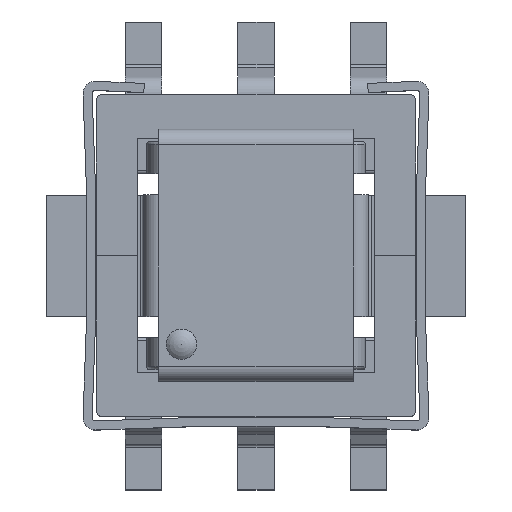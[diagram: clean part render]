
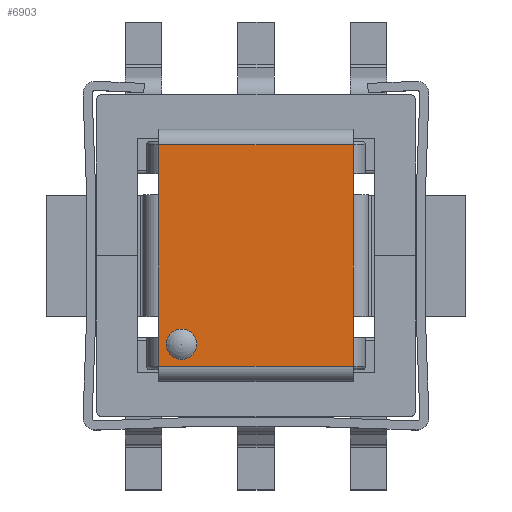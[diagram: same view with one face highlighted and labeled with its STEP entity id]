
A CAD part, top view. The second image highlights one B-rep face of the part: STEP entity #6903.
In plain terms, the highlighted planar face has unit normal (0, 0, 1).
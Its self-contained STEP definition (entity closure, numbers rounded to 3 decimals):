
#1755=ORIENTED_EDGE('',*,*,#2620,.T.);
#1756=ORIENTED_EDGE('',*,*,#2645,.T.);
#1757=ORIENTED_EDGE('',*,*,#2626,.T.);
#1758=ORIENTED_EDGE('',*,*,#2646,.F.);
#1759=ORIENTED_EDGE('',*,*,#2584,.F.);
#1760=ORIENTED_EDGE('',*,*,#2647,.T.);
#1761=ORIENTED_EDGE('',*,*,#2590,.F.);
#1762=ORIENTED_EDGE('',*,*,#2644,.T.);
#2584=EDGE_CURVE('',#3102,#3115,#3650,.T.);
#2590=EDGE_CURVE('',#3120,#3113,#3654,.T.);
#2620=EDGE_CURVE('',#3147,#3134,#3674,.T.);
#2626=EDGE_CURVE('',#3145,#3152,#3678,.T.);
#2644=EDGE_CURVE('',#3120,#3147,#3694,.T.);
#2645=EDGE_CURVE('',#3134,#3145,#3695,.T.);
#2646=EDGE_CURVE('',#3115,#3152,#3696,.F.);
#2647=EDGE_CURVE('',#3102,#3113,#3697,.T.);
#3102=VERTEX_POINT('',#10355);
#3113=VERTEX_POINT('',#10378);
#3115=VERTEX_POINT('',#10387);
#3120=VERTEX_POINT('',#10399);
#3134=VERTEX_POINT('',#10428);
#3145=VERTEX_POINT('',#10451);
#3147=VERTEX_POINT('',#10460);
#3152=VERTEX_POINT('',#10472);
#3650=LINE('',#10386,#4186);
#3654=LINE('',#10398,#4190);
#3674=LINE('',#10459,#4210);
#3678=LINE('',#10471,#4214);
#3694=LINE('',#10504,#4230);
#3695=LINE('',#10506,#4231);
#3696=LINE('',#10507,#4232);
#3697=LINE('',#10508,#4233);
#4186=VECTOR('',#8805,1000.);
#4190=VECTOR('',#8815,1000.);
#4210=VECTOR('',#8863,1000.);
#4214=VECTOR('',#8873,1000.);
#4230=VECTOR('',#8911,1000.);
#4231=VECTOR('',#8914,1000.);
#4232=VECTOR('',#8915,1000.);
#4233=VECTOR('',#8916,1000.);
#4536=EDGE_LOOP('',(#1755,#1756,#1757,#1758,#1759,#1760,#1761,#1762));
#4844=FACE_BOUND('',#4536,.T.);
#5029=PLANE('',#7423);
#6903=ADVANCED_FACE('',(#4844),#5029,.F.);
#7423=AXIS2_PLACEMENT_3D('',#10505,#8912,#8913);
#8805=DIRECTION('',(0.,1.,0.));
#8815=DIRECTION('',(0.,1.,0.));
#8863=DIRECTION('',(0.,1.,0.));
#8873=DIRECTION('',(0.,1.,0.));
#8911=DIRECTION('',(1.,0.,0.));
#8912=DIRECTION('',(0.,0.,-1.));
#8913=DIRECTION('',(-1.,0.,0.));
#8914=DIRECTION('',(0.,1.,0.));
#8915=DIRECTION('',(-1.,0.,0.));
#8916=DIRECTION('',(0.,-1.,0.));
#10355=CARTESIAN_POINT('',(-1.6,1.,2.325));
#10378=CARTESIAN_POINT('',(-1.6,-1.,2.325));
#10386=CARTESIAN_POINT('',(-1.6,-1.875,2.325));
#10387=CARTESIAN_POINT('',(-1.6,1.825,2.325));
#10398=CARTESIAN_POINT('',(-1.6,-1.875,2.325));
#10399=CARTESIAN_POINT('',(-1.6,-1.825,2.325));
#10428=CARTESIAN_POINT('',(1.6,-1.,2.325));
#10451=CARTESIAN_POINT('',(1.6,1.,2.325));
#10459=CARTESIAN_POINT('',(1.6,-1.875,2.325));
#10460=CARTESIAN_POINT('',(1.6,-1.825,2.325));
#10471=CARTESIAN_POINT('',(1.6,-1.875,2.325));
#10472=CARTESIAN_POINT('',(1.6,1.825,2.325));
#10504=CARTESIAN_POINT('',(-1.6,-1.825,2.325));
#10505=CARTESIAN_POINT('',(-1.6,-1.875,2.325));
#10506=CARTESIAN_POINT('',(1.6,-1.,2.325));
#10507=CARTESIAN_POINT('',(-1.6,1.825,2.325));
#10508=CARTESIAN_POINT('',(-1.6,1.,2.325));
